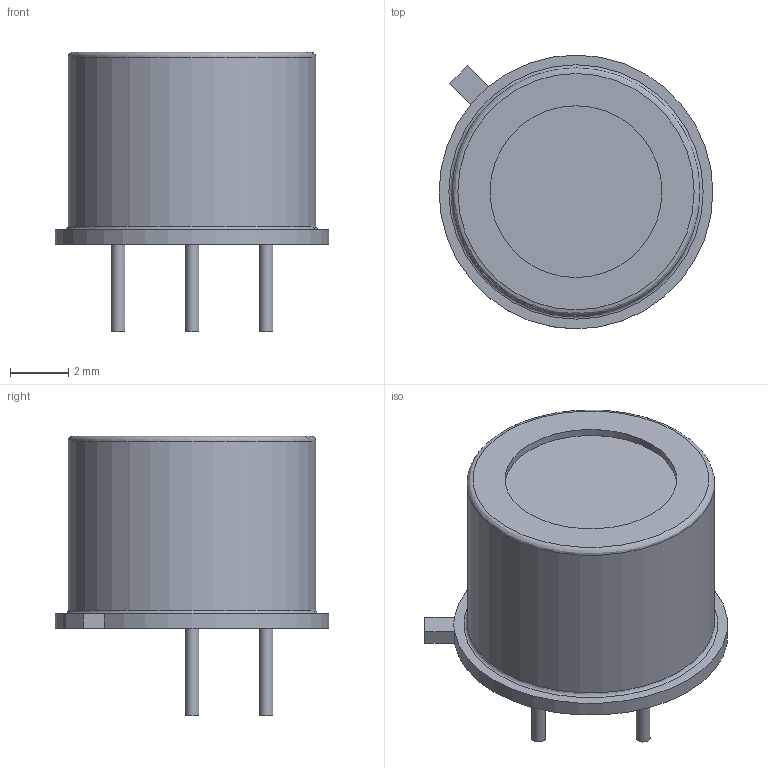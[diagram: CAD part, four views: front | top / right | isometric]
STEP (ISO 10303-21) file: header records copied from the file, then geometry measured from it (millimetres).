
FILE_DESCRIPTION(('FreeCAD Model'),'2;1');
FILE_NAME('Open CASCADE Shape Model','2024-05-13T14:59:58',( 'kicad StepUp'),('ksu MCAD'),'Open CASCADE STEP processor 7.7', 'Ondsel','Unknown');
FILE_SCHEMA(('AUTOMOTIVE_DESIGN { 1 0 10303 214 1 1 1 1 }'));
Length unit declared in the file: millimetre
Products named in the file (1): Body
Bounding box: 9.4 x 9.4 x 9.61 mm (x, y, z)
Volume: 229.7 mm3; surface area: 487.7 mm2
Topology: 1 solids, 2 shells, 22 faces, 38 edges, 24 vertices
Faces by surface type: plane 12, cylinder 7, revolution 2, cone 1
Full cylindrical faces by diameter (mm): 0.48 x3, 5.9 x2, 8.5 x1
Entity records: 559 total; most frequent: DIRECTION 107, CARTESIAN_POINT 87, ORIENTED_EDGE 76, AXIS2_PLACEMENT_3D 44, EDGE_CURVE 38, FACE_BOUND 26, EDGE_LOOP 26, VERTEX_POINT 24
